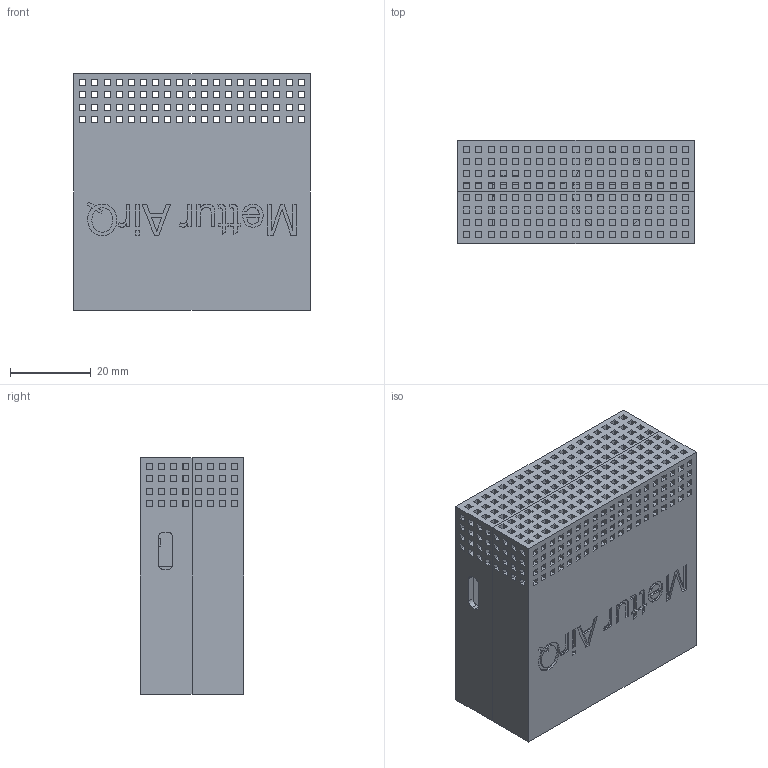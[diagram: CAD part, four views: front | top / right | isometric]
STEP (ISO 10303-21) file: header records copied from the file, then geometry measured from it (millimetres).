
FILE_DESCRIPTION(/* description */ (''),/* implementation_level */ '2;1');
FILE_NAME(/* name */ 'AirQualityStation_Enclosure.step',/* time_stamp */ '2024-10-15T21:23:07+05:30',/* author */ (''),/* organization */ (''),/* preprocessor_version */ 'ST-DEVELOPER v20',/* originating_system */ 'Autodesk Translation Framework v13.20.0.188',/* authorisation */ '');
FILE_SCHEMA (('AUTOMOTIVE_DESIGN { 1 0 10303 214 3 1 1 }'));
Products named in the file (1): Sensirion_SEN55_Xiao_ESP32C3_Enclosure_STEP
Bounding box: 58.5 x 25.5 x 58.5 mm (x, y, z)
Volume: 18710.6 mm3; surface area: 30257.6 mm2
Topology: 2 solids, 2 shells, 2102 faces, 6303 edges, 4074 vertices
Faces by surface type: plane 1914, bspline 174, cylinder 14
Entity records: 72118 total; most frequent: CARTESIAN_POINT 15438, ORIENTED_EDGE 12606, DIRECTION 9841, EDGE_CURVE 6303, LINE 5927, VECTOR 5927, VERTEX_POINT 4074, EDGE_LOOP 2709
